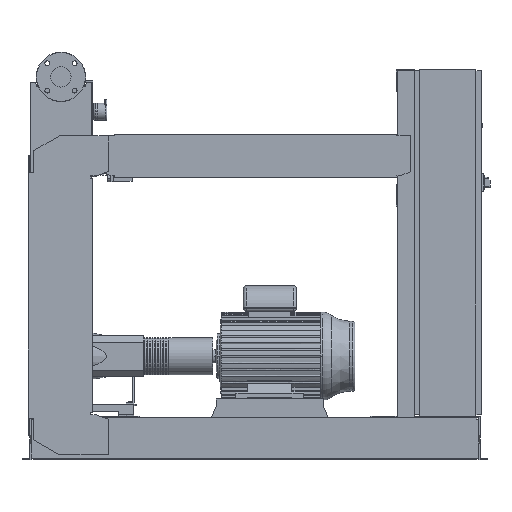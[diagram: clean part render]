
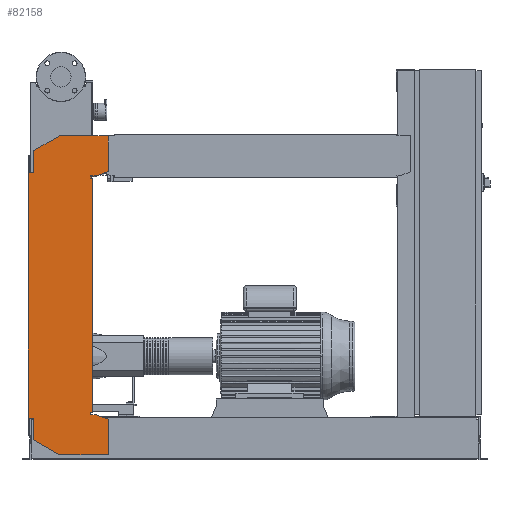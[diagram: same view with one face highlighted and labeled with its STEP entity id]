
A CAD part, front view. The second image highlights one B-rep face of the part: STEP entity #82158.
In plain terms, the highlighted free-form (B-spline) face has degree [1, 1] with [2, 2] control points.
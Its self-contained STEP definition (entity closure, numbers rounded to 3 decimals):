
#81643=CARTESIAN_POINT('',(-102.0,-234.5,1076.0));
#81644=VERTEX_POINT('',#81643);
#81651=CARTESIAN_POINT('',(-102.0,-234.5,1158.574));
#81652=VERTEX_POINT('',#81651);
#81653=CARTESIAN_POINT('',(-102.0,-234.5,1076.0));
#81654=DIRECTION('',(0.0,0.0,1.0));
#81655=VECTOR('',#81654,82.574);
#81656=LINE('',#81653,#81655);
#81657=EDGE_CURVE('',#81644,#81652,#81656,.T.);
#81675=CARTESIAN_POINT('',(-6.,-234.5,1214.0));
#81676=VERTEX_POINT('',#81675);
#81677=CARTESIAN_POINT('',(-102.0,-234.5,1158.574));
#81678=DIRECTION('',(0.866,0.0,0.5));
#81679=VECTOR('',#81678,110.851);
#81680=LINE('',#81677,#81679);
#81681=EDGE_CURVE('',#81652,#81676,#81680,.T.);
#81699=CARTESIAN_POINT('',(177.0,-234.5,1214.0));
#81700=VERTEX_POINT('',#81699);
#81701=CARTESIAN_POINT('',(-6.,-234.5,1214.0));
#81702=DIRECTION('',(1.0,0.0,0.0));
#81703=VECTOR('',#81702,183.0);
#81704=LINE('',#81701,#81703);
#81705=EDGE_CURVE('',#81676,#81700,#81704,.T.);
#81723=CARTESIAN_POINT('',(177.0,-234.5,1080.379));
#81724=VERTEX_POINT('',#81723);
#81725=CARTESIAN_POINT('',(177.0,-234.5,1214.0));
#81726=DIRECTION('',(0.0,0.0,-1.0));
#81727=VECTOR('',#81726,133.621);
#81728=LINE('',#81725,#81727);
#81729=EDGE_CURVE('',#81700,#81724,#81728,.T.);
#81747=CARTESIAN_POINT('',(132.,-234.5,1064.0));
#81748=VERTEX_POINT('',#81747);
#81749=CARTESIAN_POINT('',(177.0,-234.5,1080.379));
#81750=DIRECTION('',(-0.94,0.,-0.342));
#81751=VECTOR('',#81750,47.888);
#81752=LINE('',#81749,#81751);
#81753=EDGE_CURVE('',#81724,#81748,#81752,.T.);
#81771=CARTESIAN_POINT('',(112.0,-234.5,1064.0));
#81772=VERTEX_POINT('',#81771);
#81773=CARTESIAN_POINT('',(132.,-234.5,1064.0));
#81774=DIRECTION('',(-1.0,0.0,0.0));
#81775=VECTOR('',#81774,20.);
#81776=LINE('',#81773,#81775);
#81777=EDGE_CURVE('',#81748,#81772,#81776,.T.);
#81795=CARTESIAN_POINT('',(112.0,-234.5,1056.0));
#81796=VERTEX_POINT('',#81795);
#81797=CARTESIAN_POINT('',(112.0,-234.5,1064.0));
#81798=DIRECTION('',(0.0,0.0,-1.0));
#81799=VECTOR('',#81798,8.0);
#81800=LINE('',#81797,#81799);
#81801=EDGE_CURVE('',#81772,#81796,#81800,.T.);
#81819=CARTESIAN_POINT('',(120.,-234.5,1056.0));
#81820=VERTEX_POINT('',#81819);
#81821=CARTESIAN_POINT('',(112.0,-234.5,1056.0));
#81822=DIRECTION('',(1.0,0.0,0.0));
#81823=VECTOR('',#81822,8.);
#81824=LINE('',#81821,#81823);
#81825=EDGE_CURVE('',#81796,#81820,#81824,.T.);
#81843=CARTESIAN_POINT('',(120.,-234.5,176.));
#81844=VERTEX_POINT('',#81843);
#81855=CARTESIAN_POINT('',(120.,-234.5,1056.0));
#81856=DIRECTION('',(0.0,0.0,-1.0));
#81857=VECTOR('',#81856,880.);
#81858=LINE('',#81855,#81857);
#81859=EDGE_CURVE('',#81820,#81844,#81858,.T.);
#81873=CARTESIAN_POINT('',(112.,-234.5,176.));
#81874=VERTEX_POINT('',#81873);
#81875=CARTESIAN_POINT('',(120.,-234.5,176.));
#81876=DIRECTION('',(-1.0,0.0,0.0));
#81877=VECTOR('',#81876,8.);
#81878=LINE('',#81875,#81877);
#81879=EDGE_CURVE('',#81844,#81874,#81878,.T.);
#81897=CARTESIAN_POINT('',(112.,-234.5,168.));
#81898=VERTEX_POINT('',#81897);
#81899=CARTESIAN_POINT('',(112.,-234.5,176.));
#81900=DIRECTION('',(0.0,0.0,-1.0));
#81901=VECTOR('',#81900,8.0);
#81902=LINE('',#81899,#81901);
#81903=EDGE_CURVE('',#81874,#81898,#81902,.T.);
#81921=CARTESIAN_POINT('',(132.,-234.5,168.));
#81922=VERTEX_POINT('',#81921);
#81923=CARTESIAN_POINT('',(112.,-234.5,168.));
#81924=DIRECTION('',(1.0,0.0,0.0));
#81925=VECTOR('',#81924,20.0);
#81926=LINE('',#81923,#81925);
#81927=EDGE_CURVE('',#81898,#81922,#81926,.T.);
#81945=CARTESIAN_POINT('',(177.,-234.5,151.621));
#81946=VERTEX_POINT('',#81945);
#81947=CARTESIAN_POINT('',(132.,-234.5,168.));
#81948=DIRECTION('',(0.94,0.,-0.342));
#81949=VECTOR('',#81948,47.888);
#81950=LINE('',#81947,#81949);
#81951=EDGE_CURVE('',#81922,#81946,#81950,.T.);
#81969=CARTESIAN_POINT('',(177.,-234.5,18.0));
#81970=VERTEX_POINT('',#81969);
#81971=CARTESIAN_POINT('',(177.,-234.5,151.621));
#81972=DIRECTION('',(0.0,0.0,-1.0));
#81973=VECTOR('',#81972,133.621);
#81974=LINE('',#81971,#81973);
#81975=EDGE_CURVE('',#81946,#81970,#81974,.T.);
#81993=CARTESIAN_POINT('',(-4.,-234.5,18.0));
#81994=VERTEX_POINT('',#81993);
#81995=CARTESIAN_POINT('',(177.,-234.5,18.0));
#81996=DIRECTION('',(-1.0,0.0,0.0));
#81997=VECTOR('',#81996,181.);
#81998=LINE('',#81995,#81997);
#81999=EDGE_CURVE('',#81970,#81994,#81998,.T.);
#82017=CARTESIAN_POINT('',(-102.,-234.5,74.58));
#82018=VERTEX_POINT('',#82017);
#82019=CARTESIAN_POINT('',(-4.,-234.5,18.0));
#82020=DIRECTION('',(-0.866,0.0,0.5));
#82021=VECTOR('',#82020,113.161);
#82022=LINE('',#82019,#82021);
#82023=EDGE_CURVE('',#81994,#82018,#82022,.T.);
#82041=CARTESIAN_POINT('',(-102.,-234.5,156.0));
#82042=VERTEX_POINT('',#82041);
#82043=CARTESIAN_POINT('',(-102.,-234.5,74.58));
#82044=DIRECTION('',(0.0,0.0,1.0));
#82045=VECTOR('',#82044,81.42);
#82046=LINE('',#82043,#82045);
#82047=EDGE_CURVE('',#82018,#82042,#82046,.T.);
#82065=CARTESIAN_POINT('',(-122.,-234.5,156.0));
#82066=VERTEX_POINT('',#82065);
#82067=CARTESIAN_POINT('',(-102.,-234.5,156.0));
#82068=DIRECTION('',(-1.0,0.0,0.0));
#82069=VECTOR('',#82068,20.0);
#82070=LINE('',#82067,#82069);
#82071=EDGE_CURVE('',#82042,#82066,#82070,.T.);
#82089=CARTESIAN_POINT('',(-122.0,-234.5,1076.0));
#82090=VERTEX_POINT('',#82089);
#82103=CARTESIAN_POINT('',(-122.,-234.5,156.0));
#82104=DIRECTION('',(0.0,0.0,1.0));
#82105=VECTOR('',#82104,920.0);
#82106=LINE('',#82103,#82105);
#82107=EDGE_CURVE('',#82066,#82090,#82106,.T.);
#82121=CARTESIAN_POINT('',(-122.0,-234.5,1076.0));
#82122=DIRECTION('',(1.0,0.0,0.0));
#82123=VECTOR('',#82122,20.0);
#82124=LINE('',#82121,#82123);
#82125=EDGE_CURVE('',#82090,#81644,#82124,.T.);
#82131=CARTESIAN_POINT('',(-122.,-234.5,18.0));
#82132=CARTESIAN_POINT('',(177.0,-234.5,18.0));
#82133=CARTESIAN_POINT('',(-122.,-234.5,1214.0));
#82134=CARTESIAN_POINT('',(177.0,-234.5,1214.0));
#82135=B_SPLINE_SURFACE_WITH_KNOTS('',1,1,((#82131,#82133),(#82132,#82134)),.UNSPECIFIED.,.F.,.F.,.U.,(2,2),(2,2),(0.0,299.),(0.0,1196.0),.UNSPECIFIED.);
#82136=ORIENTED_EDGE('',*,*,#82125,.F.);
#82137=ORIENTED_EDGE('',*,*,#82107,.F.);
#82138=ORIENTED_EDGE('',*,*,#82071,.F.);
#82139=ORIENTED_EDGE('',*,*,#82047,.F.);
#82140=ORIENTED_EDGE('',*,*,#82023,.F.);
#82141=ORIENTED_EDGE('',*,*,#81999,.F.);
#82142=ORIENTED_EDGE('',*,*,#81975,.F.);
#82143=ORIENTED_EDGE('',*,*,#81951,.F.);
#82144=ORIENTED_EDGE('',*,*,#81927,.F.);
#82145=ORIENTED_EDGE('',*,*,#81903,.F.);
#82146=ORIENTED_EDGE('',*,*,#81879,.F.);
#82147=ORIENTED_EDGE('',*,*,#81859,.F.);
#82148=ORIENTED_EDGE('',*,*,#81825,.F.);
#82149=ORIENTED_EDGE('',*,*,#81801,.F.);
#82150=ORIENTED_EDGE('',*,*,#81777,.F.);
#82151=ORIENTED_EDGE('',*,*,#81753,.F.);
#82152=ORIENTED_EDGE('',*,*,#81729,.F.);
#82153=ORIENTED_EDGE('',*,*,#81705,.F.);
#82154=ORIENTED_EDGE('',*,*,#81681,.F.);
#82155=ORIENTED_EDGE('',*,*,#81657,.F.);
#82156=EDGE_LOOP('',(#82136,#82137,#82138,#82139,#82140,#82141,#82142,#82143,#82144,#82145,#82146,#82147,#82148,#82149,#82150,#82151,#82152,#82153,#82154,#82155));
#82157=FACE_OUTER_BOUND('',#82156,.T.);
#82158=ADVANCED_FACE('',(#82157),#82135,.T.);
